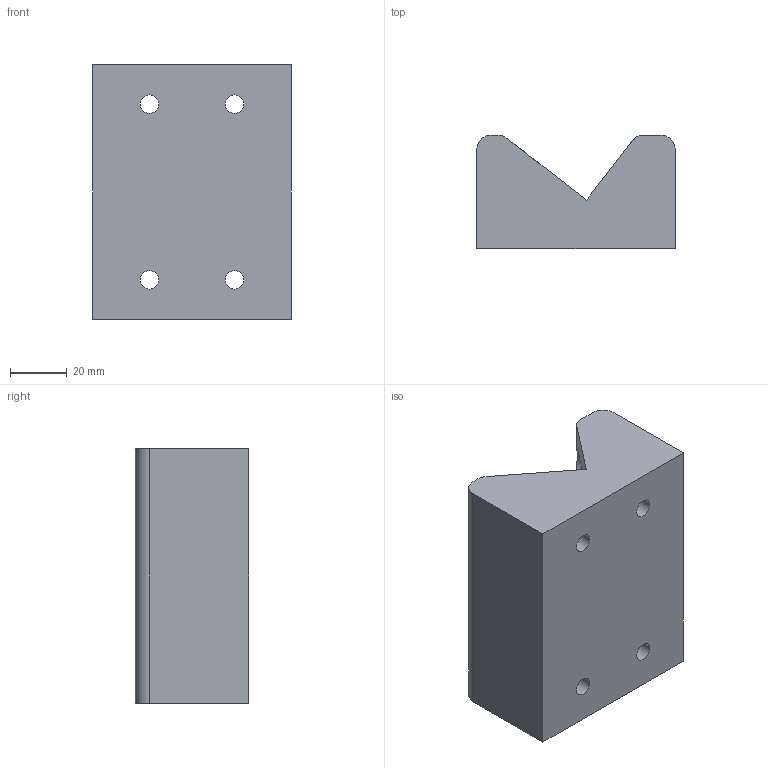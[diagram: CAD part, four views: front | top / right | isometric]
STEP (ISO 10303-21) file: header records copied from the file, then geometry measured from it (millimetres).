
FILE_DESCRIPTION((''),'2;1');
FILE_NAME('5-029','2022-01-09T15:15:48',('Y'),('FoxCAVITY'),'CREO PARAMETRIC BY PTC INC, 2020454','CREO PARAMETRIC BY PTC INC, 2020454','');
FILE_SCHEMA(('CONFIG_CONTROL_DESIGN'));
Length unit declared in the file: millimetre
Products named in the file (1): 5-029
Bounding box: 70 x 40 x 90 mm (x, y, z)
Volume: 189335.4 mm3; surface area: 29423.3 mm2
Topology: 1 solids, 1 shells, 33 faces, 87 edges, 58 vertices
Faces by surface type: cylinder 20, plane 13
Entity records: 1222 total; most frequent: CARTESIAN_POINT 337, ORIENTED_EDGE 174, DIRECTION 173, EDGE_CURVE 87, AXIS2_PLACEMENT_3D 65, VERTEX_POINT 58, VECTOR 43, LINE 43
